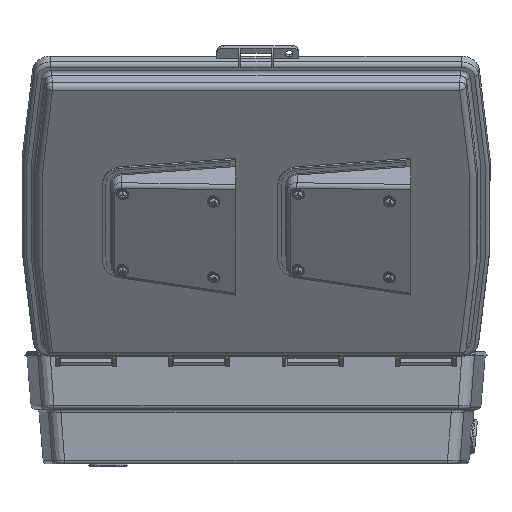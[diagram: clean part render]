
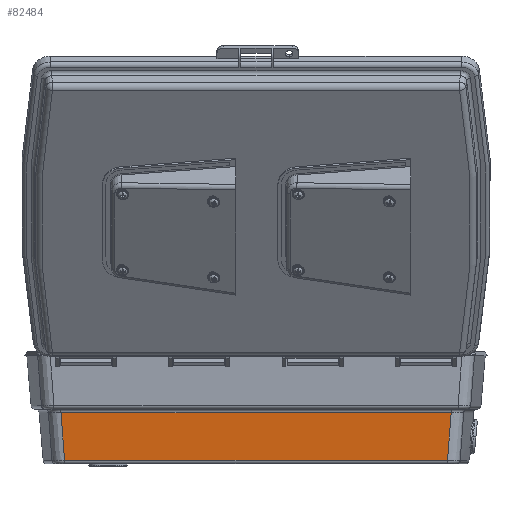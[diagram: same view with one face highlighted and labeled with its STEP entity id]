
A CAD part, left-side view. The second image highlights one B-rep face of the part: STEP entity #82484.
In plain terms, the highlighted face is planar.
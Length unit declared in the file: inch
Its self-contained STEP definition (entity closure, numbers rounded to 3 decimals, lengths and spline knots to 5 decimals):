
#1792 = FACE_OUTER_BOUND ( 'NONE', #42965, .T. ) ;
#2510 = DIRECTION ( 'NONE',  ( 0., 1., 0. ) ) ;
#3379 = B_SPLINE_CURVE_WITH_KNOTS ( 'NONE', 3,
 ( #32773, #72624, #56381, #24449, #33099, #16168, #72270 ),
 .UNSPECIFIED., .F., .F.,
 ( 4, 3, 4 ),
 ( 0.00276, 0.02229, 0.04053 ),
 .UNSPECIFIED. ) ;
#8055 = LINE ( 'NONE', #65253, #76276 ) ;
#10293 = VERTEX_POINT ( 'NONE', #76670 ) ;
#11509 = EDGE_CURVE ( 'NONE', #10293, #49575, #3379, .T. ) ;
#12464 = CARTESIAN_POINT ( 'NONE',  ( 4.94094, 6.02214, -1.5851 ) ) ;
#12576 = ORIENTED_EDGE ( 'NONE', *, *, #19030, .T. ) ;
#16168 = CARTESIAN_POINT ( 'NONE',  ( 4.92014, -6.00406, -1.34732 ) ) ;
#17432 = DIRECTION ( 'NONE',  ( 0., -1., 0. ) ) ;
#19030 = EDGE_CURVE ( 'NONE', #23454, #10293, #8055, .T. ) ;
#22986 = CARTESIAN_POINT ( 'NONE',  ( 4.87854, 5.96784, -0.87176 ) ) ;
#23454 = VERTEX_POINT ( 'NONE', #87674 ) ;
#23991 = CARTESIAN_POINT ( 'NONE',  ( 4.94094, -6.02214, -1.5851 ) ) ;
#24013 = CARTESIAN_POINT ( 'NONE',  ( 4.83398, 5.92902, -0.36246 ) ) ;
#24449 = CARTESIAN_POINT ( 'NONE',  ( 4.87854, -5.96784, -0.87176 ) ) ;
#32076 = EDGE_CURVE ( 'NONE', #49575, #36315, #57707, .T. ) ;
#32773 = CARTESIAN_POINT ( 'NONE',  ( 4.8117, -5.90959, -0.10782 ) ) ;
#33099 = CARTESIAN_POINT ( 'NONE',  ( 4.89934, -5.98596, -1.10954 ) ) ;
#34675 = EDGE_CURVE ( 'NONE', #36315, #23454, #37958, .T. ) ;
#36315 = VERTEX_POINT ( 'NONE', #12464 ) ;
#36572 = VECTOR ( 'NONE', #2510, 39.37008 ) ;
#37958 = B_SPLINE_CURVE_WITH_KNOTS ( 'NONE', 3,
 ( #62550, #87691, #78414, #22986, #46569, #24013, #70459 ),
 .UNSPECIFIED., .F., .F.,
 ( 4, 3, 4 ),
 ( 0.00276, 0.021, 0.04053 ),
 .UNSPECIFIED. ) ;
#39284 = ORIENTED_EDGE ( 'NONE', *, *, #34675, .T. ) ;
#42750 = ORIENTED_EDGE ( 'NONE', *, *, #11509, .T. ) ;
#42965 = EDGE_LOOP ( 'NONE', ( #42750, #68317, #39284, #12576 ) ) ;
#44709 = PLANE ( 'NONE',  #64596 ) ;
#46569 = CARTESIAN_POINT ( 'NONE',  ( 4.85626, 5.94844, -0.61711 ) ) ;
#49575 = VERTEX_POINT ( 'NONE', #23991 ) ;
#56381 = CARTESIAN_POINT ( 'NONE',  ( 4.85626, -5.94844, -0.61711 ) ) ;
#57707 = LINE ( 'NONE', #64564, #36572 ) ;
#62550 = CARTESIAN_POINT ( 'NONE',  ( 4.94094, 6.02214, -1.5851 ) ) ;
#64564 = CARTESIAN_POINT ( 'NONE',  ( 4.94094, 6.2418, -1.5851 ) ) ;
#64596 = AXIS2_PLACEMENT_3D ( 'NONE', #99823, #69611, #92812 ) ;
#65253 = CARTESIAN_POINT ( 'NONE',  ( 4.8117, 6.2418, -0.10782 ) ) ;
#68317 = ORIENTED_EDGE ( 'NONE', *, *, #32076, .T. ) ;
#69611 = DIRECTION ( 'NONE',  ( 0.996, 0., 0.087 ) ) ;
#70459 = CARTESIAN_POINT ( 'NONE',  ( 4.8117, 5.90959, -0.10782 ) ) ;
#72270 = CARTESIAN_POINT ( 'NONE',  ( 4.94094, -6.02214, -1.5851 ) ) ;
#72624 = CARTESIAN_POINT ( 'NONE',  ( 4.83398, -5.92902, -0.36246 ) ) ;
#76276 = VECTOR ( 'NONE', #17432, 39.37008 ) ;
#76670 = CARTESIAN_POINT ( 'NONE',  ( 4.8117, -5.90959, -0.10782 ) ) ;
#78414 = CARTESIAN_POINT ( 'NONE',  ( 4.89934, 5.98596, -1.10954 ) ) ;
#82484 = ADVANCED_FACE ( 'NONE', ( #1792 ), #44709, .T. ) ;
#87674 = CARTESIAN_POINT ( 'NONE',  ( 4.8117, 5.90959, -0.10782 ) ) ;
#87691 = CARTESIAN_POINT ( 'NONE',  ( 4.92014, 6.00406, -1.34732 ) ) ;
#92812 = DIRECTION ( 'NONE',  ( 0.087, 0., -0.996 ) ) ;
#99823 = CARTESIAN_POINT ( 'NONE',  ( 4.80227, 6.2418, 0. ) ) ;
